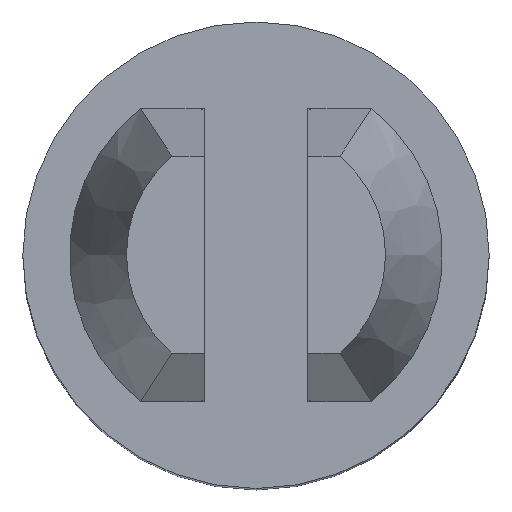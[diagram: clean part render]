
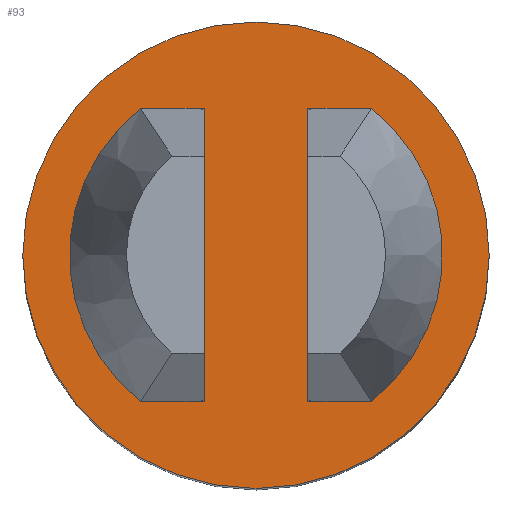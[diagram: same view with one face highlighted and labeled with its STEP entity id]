
A CAD part, top view. The second image highlights one B-rep face of the part: STEP entity #93.
In plain terms, the highlighted planar face has unit normal (0, 0, 1).
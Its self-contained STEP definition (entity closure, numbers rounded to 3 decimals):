
#93 = ADVANCED_FACE( '', ( #185, #186, #187 ), #188, .F. );
#185 = FACE_BOUND( '', #272, .T. );
#186 = FACE_BOUND( '', #273, .T. );
#187 = FACE_OUTER_BOUND( '', #274, .T. );
#188 = PLANE( '', #275 );
#272 = EDGE_LOOP( '', ( #463, #464 ) );
#273 = EDGE_LOOP( '', ( #465, #466 ) );
#274 = EDGE_LOOP( '', ( #467 ) );
#275 = AXIS2_PLACEMENT_3D( '', #468, #469, #470 );
#463 = ORIENTED_EDGE( '', *, *, #522, .T. );
#464 = ORIENTED_EDGE( '', *, *, #536, .T. );
#465 = ORIENTED_EDGE( '', *, *, #553, .T. );
#466 = ORIENTED_EDGE( '', *, *, #544, .F. );
#467 = ORIENTED_EDGE( '', *, *, #516, .F. );
#468 = CARTESIAN_POINT( '', ( -1.5, 0., 4.3 ) );
#469 = DIRECTION( '', ( 0., 0., -1. ) );
#470 = DIRECTION( '', ( -1., 0., 0. ) );
#516 = EDGE_CURVE( '', #616, #616, #617, .T. );
#522 = EDGE_CURVE( '', #625, #623, #626, .T. );
#536 = EDGE_CURVE( '', #623, #625, #643, .T. );
#544 = EDGE_CURVE( '', #650, #652, #653, .T. );
#553 = EDGE_CURVE( '', #650, #652, #664, .T. );
#616 = VERTEX_POINT( '', #768 );
#617 = CIRCLE( '', #769, 2.25 );
#623 = VERTEX_POINT( '', #776 );
#625 = VERTEX_POINT( '', #779 );
#626 = LINE( '', #780, #781 );
#643 = CIRCLE( '', #806, 1.5 );
#650 = VERTEX_POINT( '', #816 );
#652 = VERTEX_POINT( '', #819 );
#653 = LINE( '', #820, #821 );
#664 = CIRCLE( '', #834, 1.5 );
#768 = CARTESIAN_POINT( '', ( -2.25, 0., 4.3 ) );
#769 = AXIS2_PLACEMENT_3D( '', #881, #882, #883 );
#776 = CARTESIAN_POINT( '', ( 0.5, 1.414, 4.3 ) );
#779 = CARTESIAN_POINT( '', ( 0.5, -1.414, 4.3 ) );
#780 = CARTESIAN_POINT( '', ( 0.5, -2.25, 4.3 ) );
#781 = VECTOR( '', #889, 1000. );
#806 = AXIS2_PLACEMENT_3D( '', #907, #908, #909 );
#816 = CARTESIAN_POINT( '', ( -0.5, -1.414, 4.3 ) );
#819 = CARTESIAN_POINT( '', ( -0.5, 1.414, 4.3 ) );
#820 = CARTESIAN_POINT( '', ( -0.5, -2.25, 4.3 ) );
#821 = VECTOR( '', #914, 1000. );
#834 = AXIS2_PLACEMENT_3D( '', #926, #927, #928 );
#881 = CARTESIAN_POINT( '', ( 0., 0., 4.3 ) );
#882 = DIRECTION( '', ( 0., 0., -1. ) );
#883 = DIRECTION( '', ( -1., 0., 0. ) );
#889 = DIRECTION( '', ( 0., 1., 0. ) );
#907 = CARTESIAN_POINT( '', ( 0., 0., 4.3 ) );
#908 = DIRECTION( '', ( 0., 0., -1. ) );
#909 = DIRECTION( '', ( -1., 0., 0. ) );
#914 = DIRECTION( '', ( 0., 1., 0. ) );
#926 = CARTESIAN_POINT( '', ( 0., 0., 4.3 ) );
#927 = DIRECTION( '', ( 0., 0., -1. ) );
#928 = DIRECTION( '', ( -1., 0., 0. ) );
